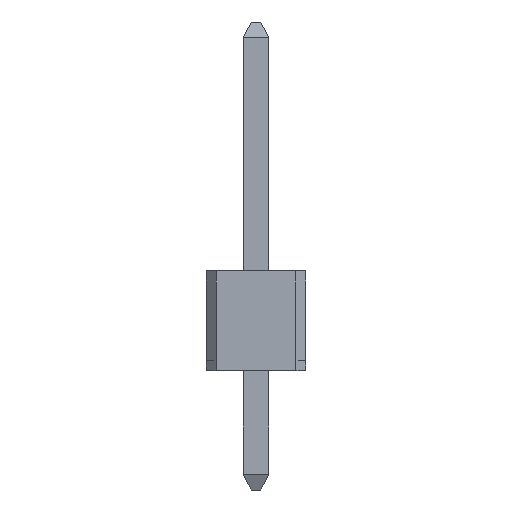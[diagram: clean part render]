
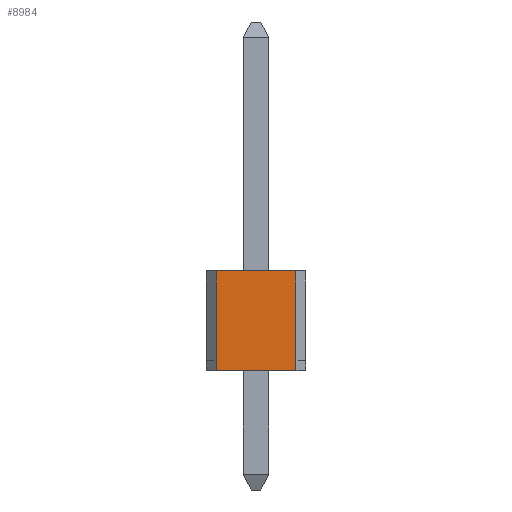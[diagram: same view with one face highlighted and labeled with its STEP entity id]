
A CAD part, left-side view. The second image highlights one B-rep face of the part: STEP entity #8984.
In plain terms, the highlighted planar face has unit normal (-1, 0, 0).
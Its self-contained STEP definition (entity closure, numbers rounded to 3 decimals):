
#79=FACE_OUTER_BOUND('',#615,.T.);
#615=EDGE_LOOP('',(#5839,#5840,#5841,#5842));
#1175=LINE('',#12411,#2435);
#1290=LINE('',#12658,#2550);
#1291=LINE('',#12661,#2551);
#1292=LINE('',#12662,#2552);
#2435=VECTOR('',#10068,2.032);
#2550=VECTOR('',#10223,2.54);
#2551=VECTOR('',#10226,2.032);
#2552=VECTOR('',#10227,2.54);
#3694=VERTEX_POINT('',#12408);
#3695=VERTEX_POINT('',#12410);
#3807=VERTEX_POINT('',#12656);
#3808=VERTEX_POINT('',#12660);
#4459=EDGE_CURVE('',#3695,#3694,#1175,.T.);
#4574=EDGE_CURVE('',#3694,#3807,#1290,.T.);
#4575=EDGE_CURVE('',#3808,#3807,#1291,.T.);
#4576=EDGE_CURVE('',#3695,#3808,#1292,.T.);
#5839=ORIENTED_EDGE('',*,*,#4459,.T.);
#5840=ORIENTED_EDGE('',*,*,#4574,.T.);
#5841=ORIENTED_EDGE('',*,*,#4575,.F.);
#5842=ORIENTED_EDGE('',*,*,#4576,.F.);
#8253=PLANE('',#9535);
#8984=ADVANCED_FACE('',(#79),#8253,.T.);
#9535=AXIS2_PLACEMENT_3D('',#12659,#10224,#10225);
#10068=DIRECTION('',(0.,0.,1.));
#10223=DIRECTION('',(0.,1.,0.));
#10224=DIRECTION('center_axis',(-1.,0.,0.));
#10225=DIRECTION('ref_axis',(0.,0.,1.));
#10226=DIRECTION('',(0.,0.,1.));
#10227=DIRECTION('',(0.,1.,0.));
#12408=CARTESIAN_POINT('',(-1.27,0.,1.016));
#12410=CARTESIAN_POINT('',(-1.27,0.,-1.016));
#12411=CARTESIAN_POINT('',(-1.27,0.,-1.016));
#12656=CARTESIAN_POINT('',(-1.27,2.54,1.016));
#12658=CARTESIAN_POINT('',(-1.27,0.,1.016));
#12659=CARTESIAN_POINT('Origin',(-1.27,0.,-1.016));
#12660=CARTESIAN_POINT('',(-1.27,2.54,-1.016));
#12661=CARTESIAN_POINT('',(-1.27,2.54,-1.016));
#12662=CARTESIAN_POINT('',(-1.27,0.,-1.016));
